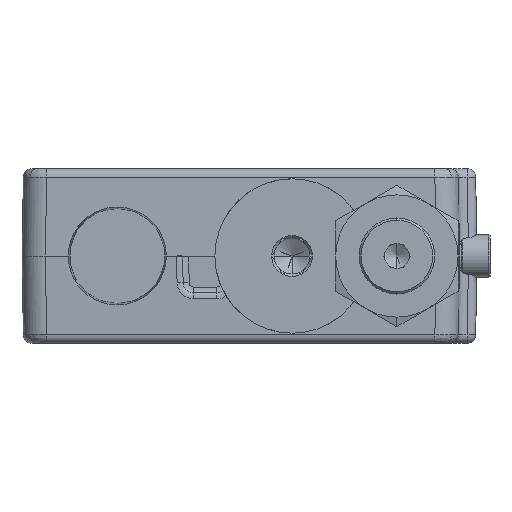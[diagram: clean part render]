
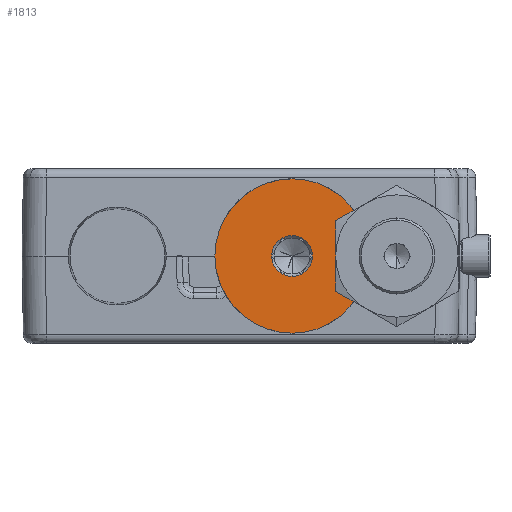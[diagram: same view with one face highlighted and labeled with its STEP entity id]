
A CAD part, left-side view. The second image highlights one B-rep face of the part: STEP entity #1813.
In plain terms, the highlighted planar face has unit normal (-1, 0, 0).
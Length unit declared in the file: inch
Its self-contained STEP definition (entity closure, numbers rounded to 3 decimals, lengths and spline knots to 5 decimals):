
#183 = EDGE_LOOP ( 'NONE', ( #5803, #26347, #3670, #1244 ) ) ;
#780 = ORIENTED_EDGE ( 'NONE', *, *, #31254, .F. ) ;
#838 = DIRECTION ( 'NONE',  ( 0., 0., -1. ) ) ;
#1244 = ORIENTED_EDGE ( 'NONE', *, *, #6198, .T. ) ;
#1813 = ADVANCED_FACE ( 'NONE', ( #11019, #10754 ), #20311, .F. ) ;
#1938 = DIRECTION ( 'NONE',  ( -1., 0., 0. ) ) ;
#2276 = CIRCLE ( 'NONE', #33710, 0.218 ) ;
#3438 = DIRECTION ( 'NONE',  ( -1., 0., 0. ) ) ;
#3670 = ORIENTED_EDGE ( 'NONE', *, *, #7026, .T. ) ;
#4444 = CARTESIAN_POINT ( 'NONE',  ( -2.195, 0., 0. ) ) ;
#4696 = CARTESIAN_POINT ( 'NONE',  ( -2.195, 0.574, 0. ) ) ;
#5803 = ORIENTED_EDGE ( 'NONE', *, *, #29829, .F. ) ;
#6198 = EDGE_CURVE ( 'NONE', #27128, #22412, #15752, .T. ) ;
#6982 = AXIS2_PLACEMENT_3D ( 'NONE', #4696, #25575, #10041 ) ;
#7026 = EDGE_CURVE ( 'NONE', #8827, #27128, #33687, .T. ) ;
#7160 = DIRECTION ( 'NONE',  ( 0., 0., 1. ) ) ;
#7434 = VERTEX_POINT ( 'NONE', #16049 ) ;
#8827 = VERTEX_POINT ( 'NONE', #14250 ) ;
#9899 = CARTESIAN_POINT ( 'NONE',  ( -2.195, 0., -0.828 ) ) ;
#10041 = DIRECTION ( 'NONE',  ( 0., 0., -1. ) ) ;
#10754 = FACE_OUTER_BOUND ( 'NONE', #183, .T. ) ;
#11019 = FACE_BOUND ( 'NONE', #26272, .T. ) ;
#11222 = EDGE_CURVE ( 'NONE', #11745, #7434, #21290, .T. ) ;
#11458 = AXIS2_PLACEMENT_3D ( 'NONE', #29245, #13894, #31773 ) ;
#11745 = VERTEX_POINT ( 'NONE', #16997 ) ;
#11985 = AXIS2_PLACEMENT_3D ( 'NONE', #31980, #16759, #838 ) ;
#12013 = CARTESIAN_POINT ( 'NONE',  ( -2.195, -0.80133, 0.20847 ) ) ;
#12529 = DIRECTION ( 'NONE',  ( -1., 0., 0. ) ) ;
#13894 = DIRECTION ( 'NONE',  ( -1., 0., 0. ) ) ;
#14250 = CARTESIAN_POINT ( 'NONE',  ( -2.195, 0., 0.828 ) ) ;
#15752 = CIRCLE ( 'NONE', #22186, 0.828 ) ;
#16049 = CARTESIAN_POINT ( 'NONE',  ( -2.195, 0., -0.218 ) ) ;
#16759 = DIRECTION ( 'NONE',  ( -1., 0., 0. ) ) ;
#16997 = CARTESIAN_POINT ( 'NONE',  ( -2.195, 0., 0.218 ) ) ;
#17812 = CARTESIAN_POINT ( 'NONE',  ( -2.195, 0., 0. ) ) ;
#17952 = AXIS2_PLACEMENT_3D ( 'NONE', #19193, #3438, #21840 ) ;
#18877 = ORIENTED_EDGE ( 'NONE', *, *, #11222, .F. ) ;
#19193 = CARTESIAN_POINT ( 'NONE',  ( -2.195, 0., 0. ) ) ;
#20311 = PLANE ( 'NONE',  #6982 ) ;
#20455 = DIRECTION ( 'NONE',  ( 0., 0., -1. ) ) ;
#21290 = CIRCLE ( 'NONE', #17952, 0.218 ) ;
#21840 = DIRECTION ( 'NONE',  ( 0., 0., -1. ) ) ;
#22186 = AXIS2_PLACEMENT_3D ( 'NONE', #4444, #22790, #7160 ) ;
#22412 = VERTEX_POINT ( 'NONE', #31910 ) ;
#22641 = EDGE_CURVE ( 'NONE', #25411, #8827, #24864, .T. ) ;
#22790 = DIRECTION ( 'NONE',  ( -1., 0., 0. ) ) ;
#23898 = CIRCLE ( 'NONE', #11985, 0.385 ) ;
#24817 = AXIS2_PLACEMENT_3D ( 'NONE', #27940, #12529, #30464 ) ;
#24864 = CIRCLE ( 'NONE', #24817, 0.828 ) ;
#25411 = VERTEX_POINT ( 'NONE', #12013 ) ;
#25575 = DIRECTION ( 'NONE',  ( 1., 0., 0. ) ) ;
#26272 = EDGE_LOOP ( 'NONE', ( #780, #18877 ) ) ;
#26347 = ORIENTED_EDGE ( 'NONE', *, *, #22641, .T. ) ;
#27128 = VERTEX_POINT ( 'NONE', #9899 ) ;
#27940 = CARTESIAN_POINT ( 'NONE',  ( -2.195, 0., 0. ) ) ;
#29245 = CARTESIAN_POINT ( 'NONE',  ( -2.195, 0., 0. ) ) ;
#29829 = EDGE_CURVE ( 'NONE', #25411, #22412, #23898, .T. ) ;
#30464 = DIRECTION ( 'NONE',  ( 0., 0., 1. ) ) ;
#31254 = EDGE_CURVE ( 'NONE', #7434, #11745, #2276, .T. ) ;
#31773 = DIRECTION ( 'NONE',  ( 0., 0., 1. ) ) ;
#31910 = CARTESIAN_POINT ( 'NONE',  ( -2.195, -0.80133, -0.20847 ) ) ;
#31980 = CARTESIAN_POINT ( 'NONE',  ( -2.195, -1.125, 0. ) ) ;
#33687 = CIRCLE ( 'NONE', #11458, 0.828 ) ;
#33710 = AXIS2_PLACEMENT_3D ( 'NONE', #17812, #1938, #20455 ) ;
